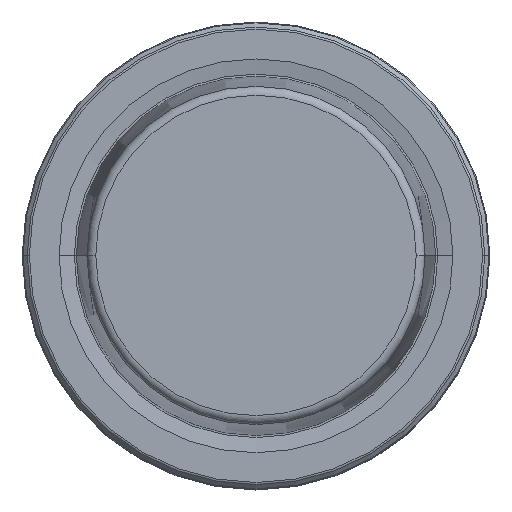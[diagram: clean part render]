
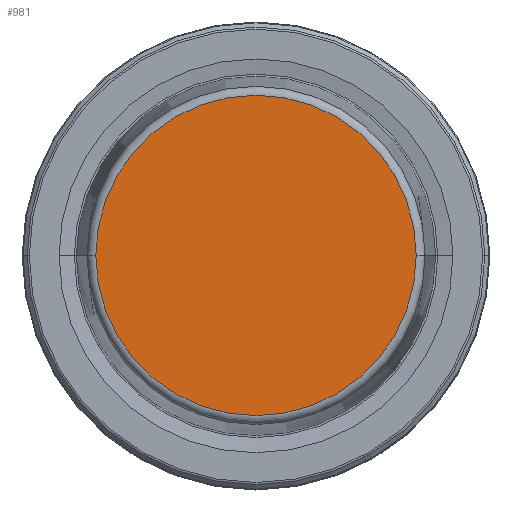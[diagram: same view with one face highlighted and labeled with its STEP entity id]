
A CAD part, top view. The second image highlights one B-rep face of the part: STEP entity #981.
In plain terms, the highlighted planar face has unit normal (0, 0, 1).
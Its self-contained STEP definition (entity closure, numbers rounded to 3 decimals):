
#80 = EDGE_CURVE ( 'NONE', #891, #992, #477, .T. ) ;
#87 = CARTESIAN_POINT ( 'NONE',  ( 0., 0., 31.9 ) ) ;
#100 = CARTESIAN_POINT ( 'NONE',  ( -21.581, 0., 31.9 ) ) ;
#109 = FACE_OUTER_BOUND ( 'NONE', #127, .T. ) ;
#112 = CARTESIAN_POINT ( 'NONE',  ( 0., 0., 31.9 ) ) ;
#127 = EDGE_LOOP ( 'NONE', ( #685, #660 ) ) ;
#195 = DIRECTION ( 'NONE',  ( 1., 0., 0. ) ) ;
#221 = DIRECTION ( 'NONE',  ( -1., 0., 0. ) ) ;
#387 = AXIS2_PLACEMENT_3D ( 'NONE', #112, #822, #221 ) ;
#417 = CARTESIAN_POINT ( 'NONE',  ( 21.581, 0., 31.9 ) ) ;
#428 = AXIS2_PLACEMENT_3D ( 'NONE', #87, #798, #195 ) ;
#477 = CIRCLE ( 'NONE', #1236, 21.581 ) ;
#581 = DIRECTION ( 'NONE',  ( 0., 0., 1. ) ) ;
#611 = DIRECTION ( 'NONE',  ( 1., 0., 0. ) ) ;
#660 = ORIENTED_EDGE ( 'NONE', *, *, #80, .T. ) ;
#685 = ORIENTED_EDGE ( 'NONE', *, *, #829, .T. ) ;
#731 = PLANE ( 'NONE',  #387 ) ;
#798 = DIRECTION ( 'NONE',  ( 0., 0., 1. ) ) ;
#822 = DIRECTION ( 'NONE',  ( 0., 0., -1. ) ) ;
#829 = EDGE_CURVE ( 'NONE', #992, #891, #1014, .T. ) ;
#891 = VERTEX_POINT ( 'NONE', #100 ) ;
#981 = ADVANCED_FACE ( 'NONE', ( #109 ), #731, .F. ) ;
#992 = VERTEX_POINT ( 'NONE', #417 ) ;
#1014 = CIRCLE ( 'NONE', #428, 21.581 ) ;
#1124 = CARTESIAN_POINT ( 'NONE',  ( 0., 0., 31.9 ) ) ;
#1236 = AXIS2_PLACEMENT_3D ( 'NONE', #1124, #581, #611 ) ;
